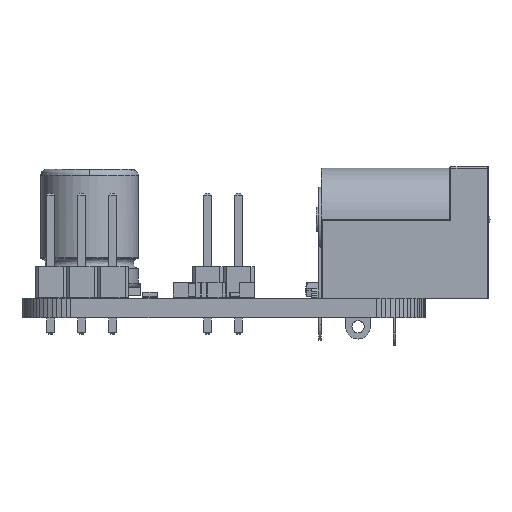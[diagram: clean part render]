
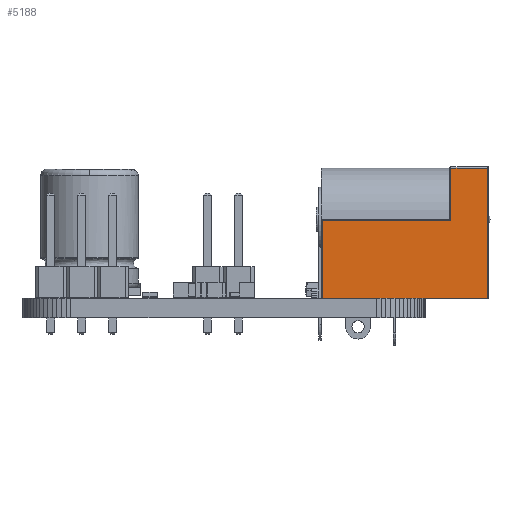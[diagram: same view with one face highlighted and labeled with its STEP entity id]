
A CAD part, left-side view. The second image highlights one B-rep face of the part: STEP entity #5188.
In plain terms, the highlighted face is planar.
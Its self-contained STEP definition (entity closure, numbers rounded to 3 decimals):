
#4126 = CYLINDRICAL_SURFACE('',#4127,0.1);
#4127 = AXIS2_PLACEMENT_3D('',#4128,#4129,#4130);
#4128 = CARTESIAN_POINT('',(-10.5,4.4,10.6));
#4129 = DIRECTION('',(-1.,0.,0.));
#4130 = DIRECTION('',(0.,0.,1.));
#4538 = VERTEX_POINT('',#4539);
#4539 = CARTESIAN_POINT('',(-10.6,4.5,10.6));
#4561 = EDGE_CURVE('',#4538,#4562,#4564,.T.);
#4562 = VERTEX_POINT('',#4563);
#4563 = CARTESIAN_POINT('',(-13.6,4.5,10.6));
#4564 = SURFACE_CURVE('',#4565,(#4569,#4576),.PCURVE_S1.);
#4565 = LINE('',#4566,#4567);
#4566 = CARTESIAN_POINT('',(-10.5,4.5,10.6));
#4567 = VECTOR('',#4568,1.);
#4568 = DIRECTION('',(-1.,0.,0.));
#4569 = PCURVE('',#4126,#4570);
#4570 = DEFINITIONAL_REPRESENTATION('',(#4571),#4575);
#4571 = LINE('',#4572,#4573);
#4572 = CARTESIAN_POINT('',(1.571,0.));
#4573 = VECTOR('',#4574,1.);
#4574 = DIRECTION('',(0.,1.));
#4575 = ( GEOMETRIC_REPRESENTATION_CONTEXT(2) 
PARAMETRIC_REPRESENTATION_CONTEXT() REPRESENTATION_CONTEXT('2D SPACE',''
  ) );
#4576 = PCURVE('',#4577,#4582);
#4577 = PLANE('',#4578);
#4578 = AXIS2_PLACEMENT_3D('',#4579,#4580,#4581);
#4579 = CARTESIAN_POINT('',(-7.771,4.5,4.379));
#4580 = DIRECTION('',(0.,1.,0.));
#4581 = DIRECTION('',(0.,0.,-1.));
#4582 = DEFINITIONAL_REPRESENTATION('',(#4583),#4587);
#4583 = LINE('',#4584,#4585);
#4584 = CARTESIAN_POINT('',(-6.221,2.729));
#4585 = VECTOR('',#4586,1.);
#4586 = DIRECTION('',(0.,1.));
#4587 = ( GEOMETRIC_REPRESENTATION_CONTEXT(2) 
PARAMETRIC_REPRESENTATION_CONTEXT() REPRESENTATION_CONTEXT('2D SPACE',''
  ) );
#4719 = PLANE('',#4720);
#4720 = AXIS2_PLACEMENT_3D('',#4721,#4722,#4723);
#4721 = CARTESIAN_POINT('',(-6.85,0.,-0.1));
#4722 = DIRECTION('',(0.,0.,-1.));
#4723 = DIRECTION('',(-1.,0.,0.));
#4871 = CYLINDRICAL_SURFACE('',#4872,0.1);
#4872 = AXIS2_PLACEMENT_3D('',#4873,#4874,#4875);
#4873 = CARTESIAN_POINT('',(-10.6,4.4,6.4));
#4874 = DIRECTION('',(0.,0.,1.));
#4875 = DIRECTION('',(0.,1.,0.));
#5069 = CYLINDRICAL_SURFACE('',#5070,0.1);
#5070 = AXIS2_PLACEMENT_3D('',#5071,#5072,#5073);
#5071 = CARTESIAN_POINT('',(-13.6,4.4,-0.1));
#5072 = DIRECTION('',(0.,0.,1.));
#5073 = DIRECTION('',(0.,1.,0.));
#5188 = ADVANCED_FACE('',(#5189),#4577,.T.);
#5189 = FACE_BOUND('',#5190,.T.);
#5190 = EDGE_LOOP('',(#5191,#5216,#5237,#5238,#5283,#5311));
#5191 = ORIENTED_EDGE('',*,*,#5192,.T.);
#5192 = EDGE_CURVE('',#5193,#5195,#5197,.T.);
#5193 = VERTEX_POINT('',#5194);
#5194 = CARTESIAN_POINT('',(-0.1,4.5,-0.1));
#5195 = VERTEX_POINT('',#5196);
#5196 = CARTESIAN_POINT('',(-13.6,4.5,-0.1));
#5197 = SURFACE_CURVE('',#5198,(#5202,#5209),.PCURVE_S1.);
#5198 = LINE('',#5199,#5200);
#5199 = CARTESIAN_POINT('',(0.,4.5,-0.1));
#5200 = VECTOR('',#5201,1.);
#5201 = DIRECTION('',(-1.,0.,0.));
#5202 = PCURVE('',#4577,#5203);
#5203 = DEFINITIONAL_REPRESENTATION('',(#5204),#5208);
#5204 = LINE('',#5205,#5206);
#5205 = CARTESIAN_POINT('',(4.479,-7.771));
#5206 = VECTOR('',#5207,1.);
#5207 = DIRECTION('',(0.,1.));
#5208 = ( GEOMETRIC_REPRESENTATION_CONTEXT(2) 
PARAMETRIC_REPRESENTATION_CONTEXT() REPRESENTATION_CONTEXT('2D SPACE',''
  ) );
#5209 = PCURVE('',#4719,#5210);
#5210 = DEFINITIONAL_REPRESENTATION('',(#5211),#5215);
#5211 = LINE('',#5212,#5213);
#5212 = CARTESIAN_POINT('',(-6.85,4.5));
#5213 = VECTOR('',#5214,1.);
#5214 = DIRECTION('',(1.,0.));
#5215 = ( GEOMETRIC_REPRESENTATION_CONTEXT(2) 
PARAMETRIC_REPRESENTATION_CONTEXT() REPRESENTATION_CONTEXT('2D SPACE',''
  ) );
#5216 = ORIENTED_EDGE('',*,*,#5217,.T.);
#5217 = EDGE_CURVE('',#5195,#4562,#5218,.T.);
#5218 = SURFACE_CURVE('',#5219,(#5223,#5230),.PCURVE_S1.);
#5219 = LINE('',#5220,#5221);
#5220 = CARTESIAN_POINT('',(-13.6,4.5,-0.1));
#5221 = VECTOR('',#5222,1.);
#5222 = DIRECTION('',(0.,0.,1.));
#5223 = PCURVE('',#4577,#5224);
#5224 = DEFINITIONAL_REPRESENTATION('',(#5225),#5229);
#5225 = LINE('',#5226,#5227);
#5226 = CARTESIAN_POINT('',(4.479,5.829));
#5227 = VECTOR('',#5228,1.);
#5228 = DIRECTION('',(-1.,0.));
#5229 = ( GEOMETRIC_REPRESENTATION_CONTEXT(2) 
PARAMETRIC_REPRESENTATION_CONTEXT() REPRESENTATION_CONTEXT('2D SPACE',''
  ) );
#5230 = PCURVE('',#5069,#5231);
#5231 = DEFINITIONAL_REPRESENTATION('',(#5232),#5236);
#5232 = LINE('',#5233,#5234);
#5233 = CARTESIAN_POINT('',(0.,0.));
#5234 = VECTOR('',#5235,1.);
#5235 = DIRECTION('',(0.,1.));
#5236 = ( GEOMETRIC_REPRESENTATION_CONTEXT(2) 
PARAMETRIC_REPRESENTATION_CONTEXT() REPRESENTATION_CONTEXT('2D SPACE',''
  ) );
#5237 = ORIENTED_EDGE('',*,*,#4561,.F.);
#5238 = ORIENTED_EDGE('',*,*,#5239,.F.);
#5239 = EDGE_CURVE('',#5240,#4538,#5242,.T.);
#5240 = VERTEX_POINT('',#5241);
#5241 = CARTESIAN_POINT('',(-10.6,4.5,6.3));
#5242 = SURFACE_CURVE('',#5243,(#5247,#5254),.PCURVE_S1.);
#5243 = LINE('',#5244,#5245);
#5244 = CARTESIAN_POINT('',(-10.6,4.5,6.4));
#5245 = VECTOR('',#5246,1.);
#5246 = DIRECTION('',(0.,0.,1.));
#5247 = PCURVE('',#4577,#5248);
#5248 = DEFINITIONAL_REPRESENTATION('',(#5249),#5253);
#5249 = LINE('',#5250,#5251);
#5250 = CARTESIAN_POINT('',(-2.021,2.829));
#5251 = VECTOR('',#5252,1.);
#5252 = DIRECTION('',(-1.,0.));
#5253 = ( GEOMETRIC_REPRESENTATION_CONTEXT(2) 
PARAMETRIC_REPRESENTATION_CONTEXT() REPRESENTATION_CONTEXT('2D SPACE',''
  ) );
#5254 = PCURVE('',#4871,#5255);
#5255 = DEFINITIONAL_REPRESENTATION('',(#5256),#5282);
#5256 = B_SPLINE_CURVE_WITH_KNOTS('',3,(#5257,#5258,#5259,#5260,#5261,
    #5262,#5263,#5264,#5265,#5266,#5267,#5268,#5269,#5270,#5271,#5272,
    #5273,#5274,#5275,#5276,#5277,#5278,#5279,#5280,#5281),
  .UNSPECIFIED.,.F.,.F.,(4,1,1,1,1,1,1,1,1,1,1,1,1,1,1,1,1,1,1,1,1,1,4),
  (-0.1,0.095,0.291,0.486,0.682,
    0.877,1.073,1.268,1.464,
    1.659,1.855,2.05,2.245,2.441,
    2.636,2.832,3.027,3.223,
    3.418,3.614,3.809,4.005,4.2),
  .UNSPECIFIED.);
#5257 = CARTESIAN_POINT('',(6.283,-0.1));
#5258 = CARTESIAN_POINT('',(6.283,-0.035));
#5259 = CARTESIAN_POINT('',(6.283,0.095));
#5260 = CARTESIAN_POINT('',(6.283,0.291));
#5261 = CARTESIAN_POINT('',(6.283,0.486));
#5262 = CARTESIAN_POINT('',(6.283,0.682));
#5263 = CARTESIAN_POINT('',(6.283,0.877));
#5264 = CARTESIAN_POINT('',(6.283,1.073));
#5265 = CARTESIAN_POINT('',(6.283,1.268));
#5266 = CARTESIAN_POINT('',(6.283,1.464));
#5267 = CARTESIAN_POINT('',(6.283,1.659));
#5268 = CARTESIAN_POINT('',(6.283,1.855));
#5269 = CARTESIAN_POINT('',(6.283,2.05));
#5270 = CARTESIAN_POINT('',(6.283,2.245));
#5271 = CARTESIAN_POINT('',(6.283,2.441));
#5272 = CARTESIAN_POINT('',(6.283,2.636));
#5273 = CARTESIAN_POINT('',(6.283,2.832));
#5274 = CARTESIAN_POINT('',(6.283,3.027));
#5275 = CARTESIAN_POINT('',(6.283,3.223));
#5276 = CARTESIAN_POINT('',(6.283,3.418));
#5277 = CARTESIAN_POINT('',(6.283,3.614));
#5278 = CARTESIAN_POINT('',(6.283,3.809));
#5279 = CARTESIAN_POINT('',(6.283,4.005));
#5280 = CARTESIAN_POINT('',(6.283,4.135));
#5281 = CARTESIAN_POINT('',(6.283,4.2));
#5282 = ( GEOMETRIC_REPRESENTATION_CONTEXT(2) 
PARAMETRIC_REPRESENTATION_CONTEXT() REPRESENTATION_CONTEXT('2D SPACE',''
  ) );
#5283 = ORIENTED_EDGE('',*,*,#5284,.F.);
#5284 = EDGE_CURVE('',#5285,#5240,#5287,.T.);
#5285 = VERTEX_POINT('',#5286);
#5286 = CARTESIAN_POINT('',(-0.1,4.5,6.3));
#5287 = SURFACE_CURVE('',#5288,(#5292,#5299),.PCURVE_S1.);
#5288 = LINE('',#5289,#5290);
#5289 = CARTESIAN_POINT('',(0.,4.5,6.3));
#5290 = VECTOR('',#5291,1.);
#5291 = DIRECTION('',(-1.,0.,0.));
#5292 = PCURVE('',#4577,#5293);
#5293 = DEFINITIONAL_REPRESENTATION('',(#5294),#5298);
#5294 = LINE('',#5295,#5296);
#5295 = CARTESIAN_POINT('',(-1.921,-7.771));
#5296 = VECTOR('',#5297,1.);
#5297 = DIRECTION('',(0.,1.));
#5298 = ( GEOMETRIC_REPRESENTATION_CONTEXT(2) 
PARAMETRIC_REPRESENTATION_CONTEXT() REPRESENTATION_CONTEXT('2D SPACE',''
  ) );
#5299 = PCURVE('',#5300,#5305);
#5300 = CYLINDRICAL_SURFACE('',#5301,0.1);
#5301 = AXIS2_PLACEMENT_3D('',#5302,#5303,#5304);
#5302 = CARTESIAN_POINT('',(0.,4.4,6.3));
#5303 = DIRECTION('',(-1.,0.,0.));
#5304 = DIRECTION('',(0.,1.,0.));
#5305 = DEFINITIONAL_REPRESENTATION('',(#5306),#5310);
#5306 = LINE('',#5307,#5308);
#5307 = CARTESIAN_POINT('',(6.283,0.));
#5308 = VECTOR('',#5309,1.);
#5309 = DIRECTION('',(0.,1.));
#5310 = ( GEOMETRIC_REPRESENTATION_CONTEXT(2) 
PARAMETRIC_REPRESENTATION_CONTEXT() REPRESENTATION_CONTEXT('2D SPACE',''
  ) );
#5311 = ORIENTED_EDGE('',*,*,#5312,.T.);
#5312 = EDGE_CURVE('',#5285,#5193,#5313,.T.);
#5313 = SURFACE_CURVE('',#5314,(#5318,#5325),.PCURVE_S1.);
#5314 = LINE('',#5315,#5316);
#5315 = CARTESIAN_POINT('',(-0.1,4.5,6.4));
#5316 = VECTOR('',#5317,1.);
#5317 = DIRECTION('',(0.,0.,-1.));
#5318 = PCURVE('',#4577,#5319);
#5319 = DEFINITIONAL_REPRESENTATION('',(#5320),#5324);
#5320 = LINE('',#5321,#5322);
#5321 = CARTESIAN_POINT('',(-2.021,-7.671));
#5322 = VECTOR('',#5323,1.);
#5323 = DIRECTION('',(1.,0.));
#5324 = ( GEOMETRIC_REPRESENTATION_CONTEXT(2) 
PARAMETRIC_REPRESENTATION_CONTEXT() REPRESENTATION_CONTEXT('2D SPACE',''
  ) );
#5325 = PCURVE('',#5326,#5331);
#5326 = CYLINDRICAL_SURFACE('',#5327,0.1);
#5327 = AXIS2_PLACEMENT_3D('',#5328,#5329,#5330);
#5328 = CARTESIAN_POINT('',(-0.1,4.4,6.4));
#5329 = DIRECTION('',(0.,0.,-1.));
#5330 = DIRECTION('',(0.,1.,0.));
#5331 = DEFINITIONAL_REPRESENTATION('',(#5332),#5336);
#5332 = LINE('',#5333,#5334);
#5333 = CARTESIAN_POINT('',(0.,0.));
#5334 = VECTOR('',#5335,1.);
#5335 = DIRECTION('',(0.,1.));
#5336 = ( GEOMETRIC_REPRESENTATION_CONTEXT(2) 
PARAMETRIC_REPRESENTATION_CONTEXT() REPRESENTATION_CONTEXT('2D SPACE',''
  ) );
